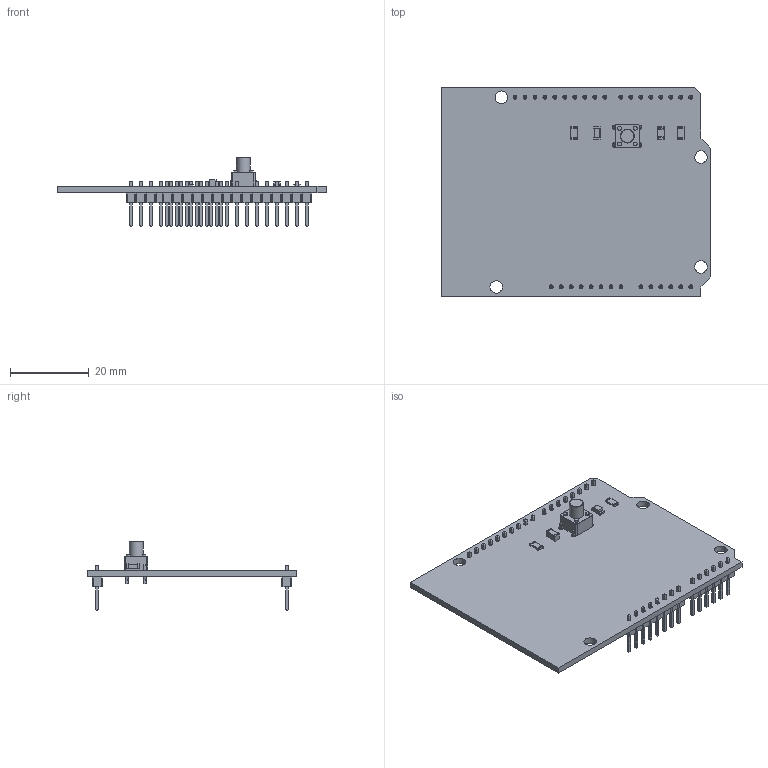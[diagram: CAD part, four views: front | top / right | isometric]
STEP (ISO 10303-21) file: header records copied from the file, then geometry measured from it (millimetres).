
FILE_DESCRIPTION(('KiCad electronic assembly'),'2;1');
FILE_NAME('ARDIUNO_UNO_R3_VIDEO1.step','2022-09-05T15:14:59',('Pcbnew'), ('Kicad'),'Open CASCADE STEP processor 7.6','KiCad to STEP converter', 'Unknown');
FILE_SCHEMA(('AUTOMOTIVE_DESIGN { 1 0 10303 214 1 1 1 1 }'));
Length unit declared in the file: millimetre
Products named in the file (16): ARDIUNO_UNO_R3_VIDEO1 1; R_1206_3216Metric; SOLID; LED_1206_3216Metric; SW_PUSH_6mm_H7.3mm; C_1206_3216Metric; PinHeader_1x10_P2.54mm_Vertical; PinHeader_1x08_P2.54mm_Vertical; PinHeader_1x06_P2.54mm_Vertical; ARDIUNO_UNO_R3_VIDEO PCB
Assembly tree (17 placements, depth 3):
  ARDIUNO_UNO_R3_VIDEO1 1
    R_1206_3216Metric  x2
      SOLID
    LED_1206_3216Metric
      SOLID
    SW_PUSH_6mm_H7.3mm
      SOLID
    C_1206_3216Metric
      SOLID
    PinHeader_1x10_P2.54mm_Vertical
      SOLID
    PinHeader_1x08_P2.54mm_Vertical  x2
      SOLID
    PinHeader_1x06_P2.54mm_Vertical
      SOLID
    ARDIUNO_UNO_R3_VIDEO PCB
Bounding box: 68.55 x 53.38 x 17.54 mm (x, y, z)
Volume: 6501.9 mm3; surface area: 9659.3 mm2
Topology: 10 solids, 10 shells, 1070 faces, 2645 edges, 1667 vertices
Faces by surface type: bspline 1019, cylinder 40, plane 11
Full cylindrical faces by diameter (mm): 1 x32, 1.1 x4, 3.175 x4
Entity records: 52525 total; most frequent: CARTESIAN_POINT 17662, B_SPLINE_CURVE_WITH_KNOTS 5614, ORIENTED_EDGE 4214, PCURVE 4214, DEFINITIONAL_REPRESENTATION 4214, EDGE_CURVE 2107, SURFACE_CURVE 2061, VERTEX_POINT 1331
